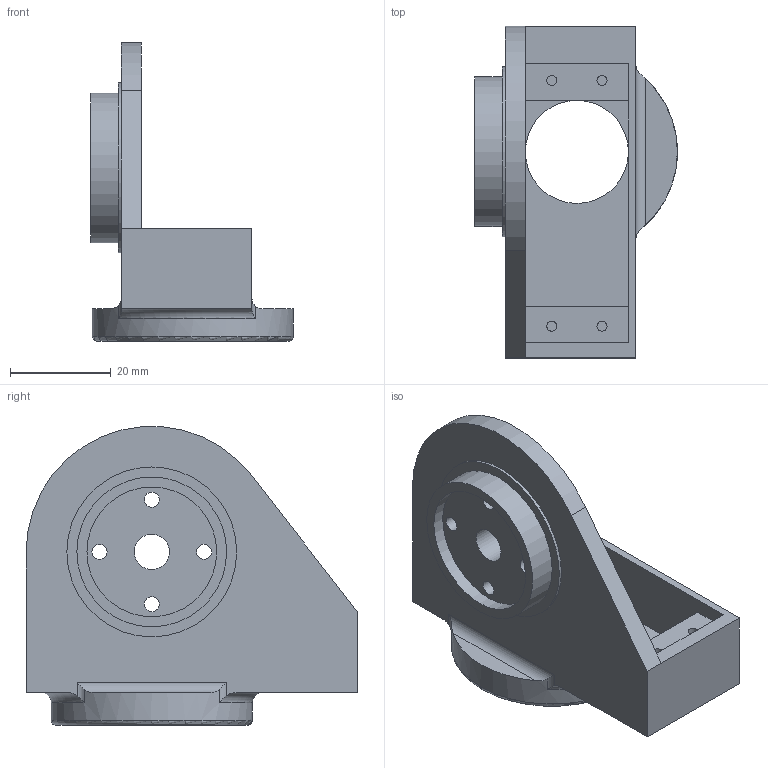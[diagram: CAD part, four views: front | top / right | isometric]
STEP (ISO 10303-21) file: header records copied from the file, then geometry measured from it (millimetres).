
FILE_DESCRIPTION(/* description */ ('STEP AP214','CAx-IF Rec.Pracs.---User Defined Attributes---1.5---2016-08-15'),/* implementation_level */ '2;1');
FILE_NAME(/* name */ '6951423ae2474bc859022973',/* time_stamp */ '2025-12-28T14:44:10Z',/* author */ (''),/* organization */ (''),/* preprocessor_version */ 'ST-DEVELOPER v20',/* originating_system */ 'ONSHAPE BY PTC INC, 1.208',/* authorisation */ ' ');
FILE_SCHEMA (('AUTOMOTIVE_DESIGN {1 0 10303 214 3 1 1}'));
Length unit declared in the file: metre
Products named in the file (1): Part 1
Bounding box: 40.35 x 66 x 59.42 mm (x, y, z)
Volume: 27178 mm3; surface area: 14486.7 mm2
Topology: 1 solids, 1 shells, 60 faces, 148 edges, 97 vertices
Faces by surface type: plane 30, cylinder 22, cone 5, torus 3
Full cylindrical faces by diameter (mm): 2 x4, 3 x4, 7 x1, 20.5 x1, 25.8 x1, 29.8 x1, 33.8 x1, 34 x1, 40 x1
Entity records: 1680 total; most frequent: CARTESIAN_POINT 308, DIRECTION 279, ORIENTED_EDGE 240, EDGE_CURVE 120, AXIS2_PLACEMENT_3D 110, EDGE_LOOP 100, FACE_BOUND 100, VERTEX_POINT 90
